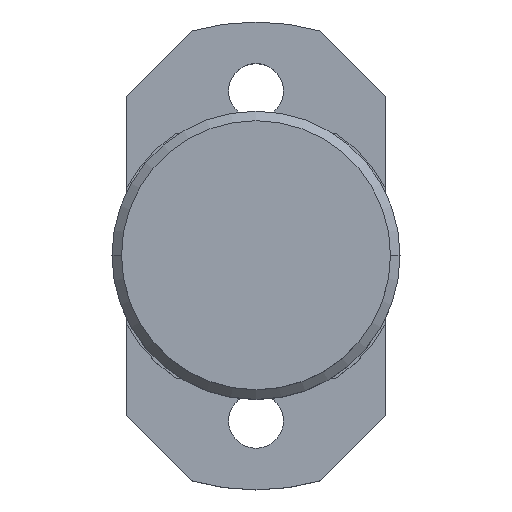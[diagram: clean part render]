
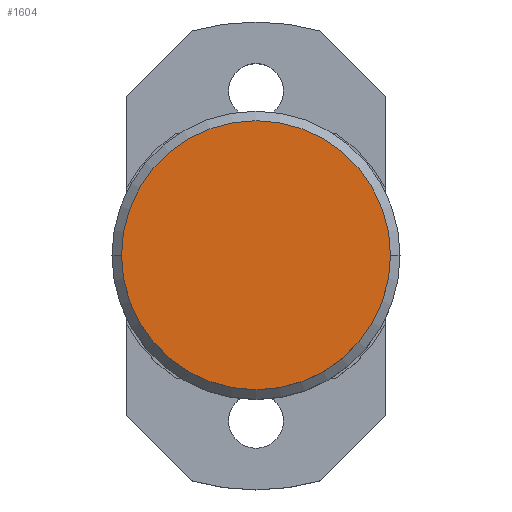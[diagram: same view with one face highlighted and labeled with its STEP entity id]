
A CAD part, top view. The second image highlights one B-rep face of the part: STEP entity #1604.
In plain terms, the highlighted planar face has unit normal (0, 0, 1).
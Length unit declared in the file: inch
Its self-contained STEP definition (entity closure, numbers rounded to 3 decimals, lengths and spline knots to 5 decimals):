
#82 = AXIS2_PLACEMENT_3D ( 'NONE', #105, #1369, #130 ) ;
#105 = CARTESIAN_POINT ( 'NONE',  ( 0., 0., 0. ) ) ;
#130 = DIRECTION ( 'NONE',  ( 1., 0., 0. ) ) ;
#252 = AXIS2_PLACEMENT_3D ( 'NONE', #615, #644, #296 ) ;
#296 = DIRECTION ( 'NONE',  ( -1., 0., 0. ) ) ;
#325 = CIRCLE ( 'NONE', #82, 0.115 ) ;
#332 = VERTEX_POINT ( 'NONE', #1783 ) ;
#592 = DIRECTION ( 'NONE',  ( 1., 0., 0. ) ) ;
#615 = CARTESIAN_POINT ( 'NONE',  ( 0., 0.09915, 0. ) ) ;
#644 = DIRECTION ( 'NONE',  ( 0., 0., -1. ) ) ;
#773 = CARTESIAN_POINT ( 'NONE',  ( -0.115, 0., 0. ) ) ;
#791 = VERTEX_POINT ( 'NONE', #773 ) ;
#914 = CARTESIAN_POINT ( 'NONE',  ( 0., 0., 0. ) ) ;
#952 = FACE_OUTER_BOUND ( 'NONE', #2010, .T. ) ;
#971 = CIRCLE ( 'NONE', #1540, 0.115 ) ;
#1014 = ORIENTED_EDGE ( 'NONE', *, *, #1254, .T. ) ;
#1254 = EDGE_CURVE ( 'NONE', #332, #791, #325, .T. ) ;
#1369 = DIRECTION ( 'NONE',  ( 0., 0., 1. ) ) ;
#1540 = AXIS2_PLACEMENT_3D ( 'NONE', #914, #1989, #592 ) ;
#1559 = ORIENTED_EDGE ( 'NONE', *, *, #1995, .T. ) ;
#1604 = ADVANCED_FACE ( 'NONE', ( #952 ), #1897, .F. ) ;
#1783 = CARTESIAN_POINT ( 'NONE',  ( 0.115, 0., 0. ) ) ;
#1897 = PLANE ( 'NONE',  #252 ) ;
#1989 = DIRECTION ( 'NONE',  ( 0., 0., 1. ) ) ;
#1995 = EDGE_CURVE ( 'NONE', #791, #332, #971, .T. ) ;
#2010 = EDGE_LOOP ( 'NONE', ( #1014, #1559 ) ) ;
